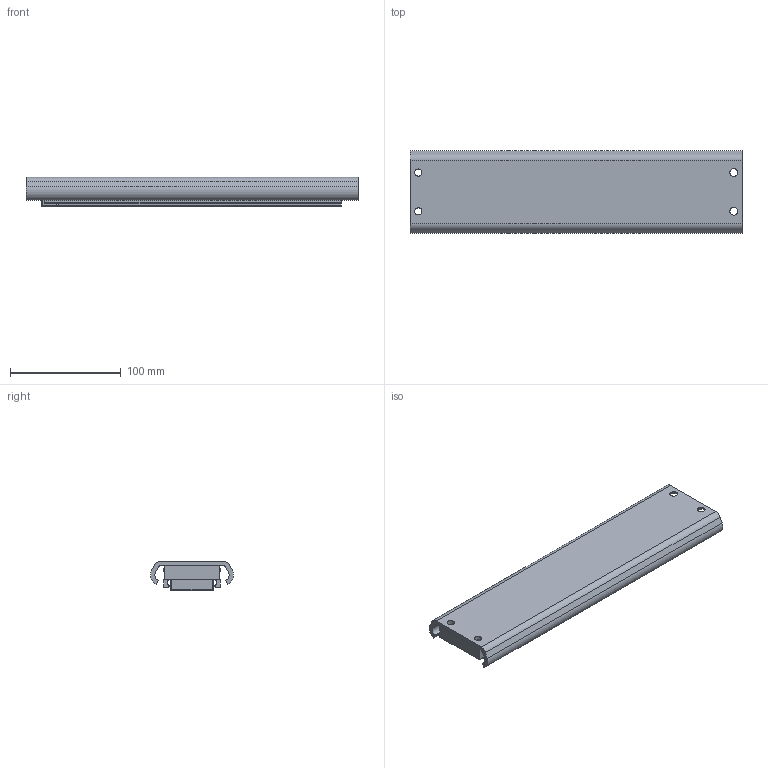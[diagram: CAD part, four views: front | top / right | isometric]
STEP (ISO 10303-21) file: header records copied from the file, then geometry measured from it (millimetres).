
FILE_DESCRIPTION(/* description */ ('TR7526 300 / 310 (26)'),/* implementation_level */ '2;1');
FILE_NAME(/* name */ 'E000041136.stp',/* time_stamp */ '2016-07-22T13:07:52+02:00',/* author */ ('stagenbd'),/* organization */ (''),/* preprocessor_version */ 'ST-DEVELOPER v15.6',/* originating_system */ 'Autodesk Inventor 2015',/* authorisation */ '');
FILE_SCHEMA (('AUTOMOTIVE_DESIGN { 1 0 10303 214 3 1 1 }'));
Length unit declared in the file: millimetre
Products named in the file (1): E000041136
Bounding box: 300 x 74.93 x 26.5 mm (x, y, z)
Volume: 328768.3 mm3; surface area: 139438.1 mm2
Topology: 5 solids, 5 shells, 132 faces, 346 edges, 216 vertices
Faces by surface type: cylinder 72, plane 48, sphere 8, cone 4
Full cylindrical faces by diameter (mm): 6.4 x2, 6.6 x2, 6.8 x4, 7 x2
Entity records: 4030 total; most frequent: DIRECTION 738, CARTESIAN_POINT 673, ORIENTED_EDGE 648, EDGE_CURVE 324, AXIS2_PLACEMENT_3D 281, VERTEX_POINT 216, LINE 176, VECTOR 176
